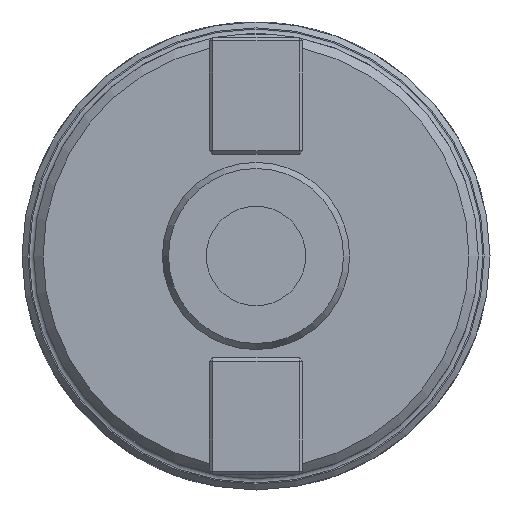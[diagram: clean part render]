
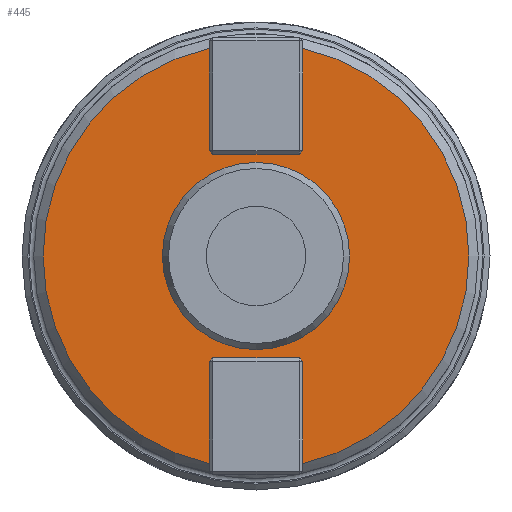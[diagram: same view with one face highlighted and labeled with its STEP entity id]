
A CAD part, left-side view. The second image highlights one B-rep face of the part: STEP entity #445.
In plain terms, the highlighted planar face has unit normal (-1, 0, 0).
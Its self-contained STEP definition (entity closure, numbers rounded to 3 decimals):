
#93=LINE('',#2696,#203);
#94=LINE('',#2699,#204);
#95=LINE('',#2700,#205);
#96=LINE('',#2702,#206);
#97=LINE('',#2704,#207);
#98=LINE('',#2706,#208);
#99=LINE('',#2708,#209);
#100=LINE('',#2709,#210);
#101=LINE('',#2711,#211);
#102=LINE('',#2713,#212);
#203=VECTOR('',#1754,1.);
#204=VECTOR('',#1755,1.);
#205=VECTOR('',#1756,1.);
#206=VECTOR('',#1757,1.);
#207=VECTOR('',#1758,1.);
#208=VECTOR('',#1759,1.);
#209=VECTOR('',#1760,1.);
#210=VECTOR('',#1761,1.);
#211=VECTOR('',#1762,1.);
#212=VECTOR('',#1763,1.);
#332=FACE_BOUND('',#635,.T.);
#333=FACE_BOUND('',#636,.T.);
#361=PLANE('',#1511);
#445=ADVANCED_FACE('',(#332,#333),#361,.F.);
#635=EDGE_LOOP('',(#887));
#636=EDGE_LOOP('',(#888,#889,#890,#891,#892,#893,#894,#895,#896,#897,#898,
#899));
#887=ORIENTED_EDGE('',*,*,#1312,.F.);
#888=ORIENTED_EDGE('',*,*,#1313,.T.);
#889=ORIENTED_EDGE('',*,*,#1314,.T.);
#890=ORIENTED_EDGE('',*,*,#1216,.T.);
#891=ORIENTED_EDGE('',*,*,#1315,.T.);
#892=ORIENTED_EDGE('',*,*,#1316,.T.);
#893=ORIENTED_EDGE('',*,*,#1317,.T.);
#894=ORIENTED_EDGE('',*,*,#1318,.T.);
#895=ORIENTED_EDGE('',*,*,#1319,.T.);
#896=ORIENTED_EDGE('',*,*,#1309,.T.);
#897=ORIENTED_EDGE('',*,*,#1320,.T.);
#898=ORIENTED_EDGE('',*,*,#1321,.T.);
#899=ORIENTED_EDGE('',*,*,#1322,.T.);
#1095=VERTEX_POINT('',#1949);
#1096=VERTEX_POINT('',#1950);
#1169=VERTEX_POINT('',#2681);
#1170=VERTEX_POINT('',#2683);
#1172=VERTEX_POINT('',#2695);
#1173=VERTEX_POINT('',#2697);
#1174=VERTEX_POINT('',#2698);
#1175=VERTEX_POINT('',#2701);
#1176=VERTEX_POINT('',#2703);
#1177=VERTEX_POINT('',#2705);
#1178=VERTEX_POINT('',#2707);
#1179=VERTEX_POINT('',#2710);
#1180=VERTEX_POINT('',#2712);
#1216=EDGE_CURVE('',#1095,#1096,#1399,.T.);
#1309=EDGE_CURVE('',#1170,#1169,#1418,.T.);
#1312=EDGE_CURVE('',#1172,#1172,#1419,.T.);
#1313=EDGE_CURVE('',#1173,#1174,#93,.T.);
#1314=EDGE_CURVE('',#1174,#1095,#94,.T.);
#1315=EDGE_CURVE('',#1096,#1175,#95,.T.);
#1316=EDGE_CURVE('',#1175,#1176,#96,.T.);
#1317=EDGE_CURVE('',#1176,#1177,#97,.T.);
#1318=EDGE_CURVE('',#1177,#1178,#98,.T.);
#1319=EDGE_CURVE('',#1178,#1170,#99,.T.);
#1320=EDGE_CURVE('',#1169,#1179,#100,.T.);
#1321=EDGE_CURVE('',#1179,#1180,#101,.T.);
#1322=EDGE_CURVE('',#1180,#1173,#102,.T.);
#1399=CIRCLE('',#1436,18.2);
#1418=CIRCLE('',#1508,18.2);
#1419=CIRCLE('',#1510,8.);
#1436=AXIS2_PLACEMENT_3D('',#1948,#1572,#1573);
#1508=AXIS2_PLACEMENT_3D('',#2682,#1748,#1749);
#1510=AXIS2_PLACEMENT_3D('',#2694,#1752,#1753);
#1511=AXIS2_PLACEMENT_3D('',#2714,#1764,#1765);
#1572=DIRECTION('',(-1.,0.,0.));
#1573=DIRECTION('',(0.,0.,-1.));
#1748=DIRECTION('',(-1.,0.,0.));
#1749=DIRECTION('',(0.,0.,-1.));
#1752=DIRECTION('',(-1.,0.,0.));
#1753=DIRECTION('',(0.,0.,-1.));
#1754=DIRECTION('',(0.,-0.707,-0.707));
#1755=DIRECTION('',(0.,0.,-1.));
#1756=DIRECTION('',(0.,0.,-1.));
#1757=DIRECTION('',(0.,0.707,-0.707));
#1758=DIRECTION('',(0.,1.,0.));
#1759=DIRECTION('',(0.,0.707,0.707));
#1760=DIRECTION('',(0.,0.,1.));
#1761=DIRECTION('',(0.,0.,1.));
#1762=DIRECTION('',(0.,-0.707,0.707));
#1763=DIRECTION('',(0.,-1.,0.));
#1764=DIRECTION('',(1.,0.,0.));
#1765=DIRECTION('',(0.,0.,-1.));
#1948=CARTESIAN_POINT('',(17.,0.,0.));
#1949=CARTESIAN_POINT('',(17.,-4.,-17.755));
#1950=CARTESIAN_POINT('',(17.,-4.,17.755));
#2681=CARTESIAN_POINT('',(17.,4.,-17.755));
#2682=CARTESIAN_POINT('',(17.,0.,0.));
#2683=CARTESIAN_POINT('',(17.,4.,17.755));
#2694=CARTESIAN_POINT('',(17.,0.,0.));
#2695=CARTESIAN_POINT('',(17.,0.,-8.));
#2696=CARTESIAN_POINT('',(17.,7.218,2.218));
#2697=CARTESIAN_POINT('',(17.,-3.7,-8.7));
#2698=CARTESIAN_POINT('',(17.,-4.,-9.));
#2699=CARTESIAN_POINT('',(17.,-4.,0.));
#2700=CARTESIAN_POINT('',(17.,-4.,0.));
#2701=CARTESIAN_POINT('',(17.,-4.,9.));
#2702=CARTESIAN_POINT('',(17.,7.218,-2.218));
#2703=CARTESIAN_POINT('',(17.,-3.7,8.7));
#2704=CARTESIAN_POINT('',(17.,9.435,8.7));
#2705=CARTESIAN_POINT('',(17.,3.7,8.7));
#2706=CARTESIAN_POINT('',(17.,2.218,7.218));
#2707=CARTESIAN_POINT('',(17.,4.,9.));
#2708=CARTESIAN_POINT('',(17.,4.,0.));
#2709=CARTESIAN_POINT('',(17.,4.,0.));
#2710=CARTESIAN_POINT('',(17.,4.,-9.));
#2711=CARTESIAN_POINT('',(17.,2.218,-7.218));
#2712=CARTESIAN_POINT('',(17.,3.7,-8.7));
#2713=CARTESIAN_POINT('',(17.,9.435,-8.7));
#2714=CARTESIAN_POINT('',(17.,9.435,0.));
